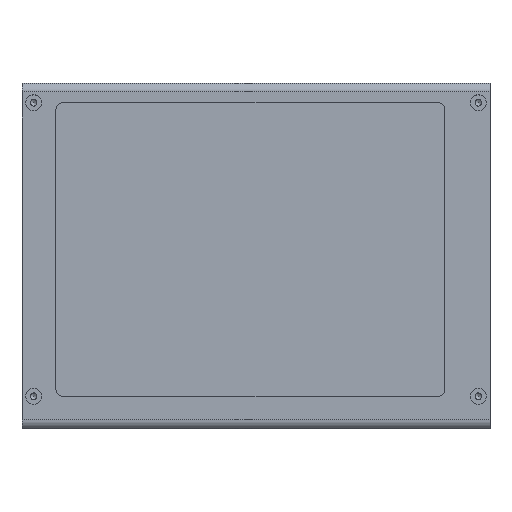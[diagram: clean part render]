
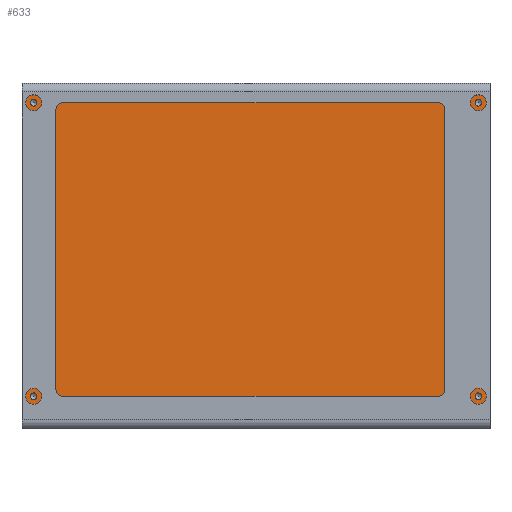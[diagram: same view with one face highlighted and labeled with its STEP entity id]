
A CAD part, top view. The second image highlights one B-rep face of the part: STEP entity #633.
In plain terms, the highlighted face is planar.
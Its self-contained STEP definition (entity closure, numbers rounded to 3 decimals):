
#51=FACE_BOUND('',#146,.T.);
#52=FACE_BOUND('',#147,.T.);
#53=FACE_BOUND('',#148,.T.);
#54=FACE_BOUND('',#149,.T.);
#67=PLANE('',#748);
#101=FACE_OUTER_BOUND('',#145,.T.);
#145=EDGE_LOOP('',(#573,#574,#575,#576));
#146=EDGE_LOOP('',(#577));
#147=EDGE_LOOP('',(#578));
#148=EDGE_LOOP('',(#579));
#149=EDGE_LOOP('',(#580));
#182=LINE('',#1061,#232);
#186=LINE('',#1070,#236);
#190=LINE('',#1080,#240);
#191=LINE('',#1082,#241);
#232=VECTOR('',#874,10.);
#236=VECTOR('',#882,10.);
#240=VECTOR('',#892,10.);
#241=VECTOR('',#895,10.);
#276=CIRCLE('',#735,1.007);
#278=CIRCLE('',#739,1.007);
#280=CIRCLE('',#743,1.007);
#282=CIRCLE('',#747,1.007);
#319=VERTEX_POINT('',#1058);
#320=VERTEX_POINT('',#1060);
#323=VERTEX_POINT('',#1068);
#326=VERTEX_POINT('',#1078);
#329=VERTEX_POINT('',#1090);
#332=VERTEX_POINT('',#1099);
#335=VERTEX_POINT('',#1108);
#338=VERTEX_POINT('',#1117);
#392=EDGE_CURVE('',#320,#319,#182,.T.);
#397=EDGE_CURVE('',#319,#323,#186,.T.);
#402=EDGE_CURVE('',#323,#326,#190,.T.);
#403=EDGE_CURVE('',#326,#320,#191,.T.);
#407=EDGE_CURVE('',#329,#329,#276,.T.);
#411=EDGE_CURVE('',#332,#332,#278,.T.);
#415=EDGE_CURVE('',#335,#335,#280,.T.);
#419=EDGE_CURVE('',#338,#338,#282,.T.);
#573=ORIENTED_EDGE('',*,*,#402,.T.);
#574=ORIENTED_EDGE('',*,*,#403,.T.);
#575=ORIENTED_EDGE('',*,*,#392,.T.);
#576=ORIENTED_EDGE('',*,*,#397,.T.);
#577=ORIENTED_EDGE('',*,*,#407,.T.);
#578=ORIENTED_EDGE('',*,*,#411,.T.);
#579=ORIENTED_EDGE('',*,*,#415,.T.);
#580=ORIENTED_EDGE('',*,*,#419,.T.);
#633=ADVANCED_FACE('',(#101,#51,#52,#53,#54),#67,.T.);
#735=AXIS2_PLACEMENT_3D('',#1091,#904,#905);
#739=AXIS2_PLACEMENT_3D('',#1100,#914,#915);
#743=AXIS2_PLACEMENT_3D('',#1109,#924,#925);
#747=AXIS2_PLACEMENT_3D('',#1118,#934,#935);
#748=AXIS2_PLACEMENT_3D('',#1120,#937,#938);
#874=DIRECTION('',(0.,0.,1.));
#882=DIRECTION('',(1.,0.,0.));
#892=DIRECTION('',(0.,0.,-1.));
#895=DIRECTION('',(-1.,0.,0.));
#904=DIRECTION('center_axis',(0.,-1.,0.));
#905=DIRECTION('ref_axis',(1.,0.,0.));
#914=DIRECTION('center_axis',(0.,-1.,0.));
#915=DIRECTION('ref_axis',(1.,0.,0.));
#924=DIRECTION('center_axis',(0.,-1.,0.));
#925=DIRECTION('ref_axis',(1.,0.,0.));
#934=DIRECTION('center_axis',(0.,-1.,0.));
#935=DIRECTION('ref_axis',(1.,0.,0.));
#937=DIRECTION('center_axis',(0.,1.,0.));
#938=DIRECTION('ref_axis',(0.,0.,1.));
#1058=CARTESIAN_POINT('',(-70.5,32.,52.));
#1060=CARTESIAN_POINT('',(-70.5,32.,-52.));
#1061=CARTESIAN_POINT('',(-70.5,32.,-52.));
#1068=CARTESIAN_POINT('',(70.5,32.,52.));
#1070=CARTESIAN_POINT('',(-70.5,32.,52.));
#1078=CARTESIAN_POINT('',(70.5,32.,-52.));
#1080=CARTESIAN_POINT('',(70.5,32.,52.));
#1082=CARTESIAN_POINT('',(70.5,32.,-52.));
#1090=CARTESIAN_POINT('',(-68.007,32.,-46.115));
#1091=CARTESIAN_POINT('Origin',(-67.,32.,-46.115));
#1099=CARTESIAN_POINT('',(65.994,32.,42.285));
#1100=CARTESIAN_POINT('Origin',(67.,32.,42.285));
#1108=CARTESIAN_POINT('',(-68.007,32.,42.285));
#1109=CARTESIAN_POINT('Origin',(-67.,32.,42.285));
#1117=CARTESIAN_POINT('',(65.994,32.,-46.115));
#1118=CARTESIAN_POINT('Origin',(67.,32.,-46.115));
#1120=CARTESIAN_POINT('Origin',(0.,32.,0.));
